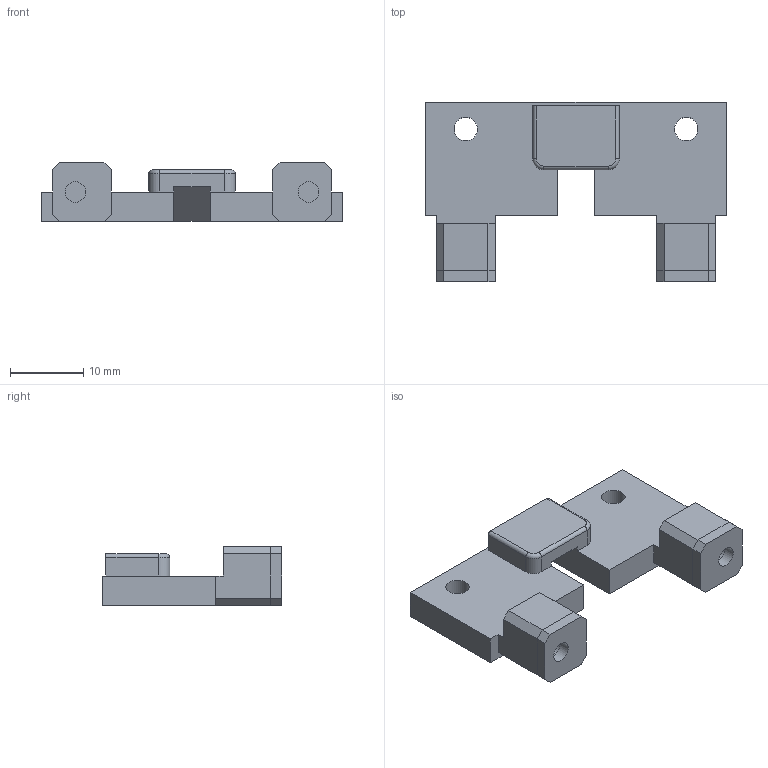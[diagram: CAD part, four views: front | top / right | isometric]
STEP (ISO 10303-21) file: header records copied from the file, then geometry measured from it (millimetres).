
FILE_DESCRIPTION(/* description */ (''),/* implementation_level */ '2;1');
FILE_NAME(/* name */ 'pcb_mount_1.5mm.step',/* time_stamp */ '2025-10-28T21:13:10-04:00',/* author */ (''),/* organization */ (''),/* preprocessor_version */ 'ST-DEVELOPER v20.1',/* originating_system */ 'Autodesk Translation Framework v14.17.0.0',/* authorisation */ '');
FILE_SCHEMA (('AUTOMOTIVE_DESIGN { 1 0 10303 214 3 1 1 }'));
Length unit declared in the file: millimetre
Products named in the file (2): (Unsaved); PCB_Mount
Assembly tree (1 placements, depth 2):
  (Unsaved)
    PCB_Mount
Bounding box: 41 x 24.5 x 8 mm (x, y, z)
Volume: 3574.7 mm3; surface area: 2862.2 mm2
Topology: 3 solids, 3 shells, 70 faces, 182 edges, 120 vertices
Faces by surface type: plane 57, cylinder 11, torus 2
Full cylindrical faces by diameter (mm): 2.8 x4, 3.2 x2
Entity records: 2185 total; most frequent: CARTESIAN_POINT 375, ORIENTED_EDGE 364, DIRECTION 352, EDGE_CURVE 182, LINE 158, VECTOR 158, VERTEX_POINT 120, AXIS2_PLACEMENT_3D 97
